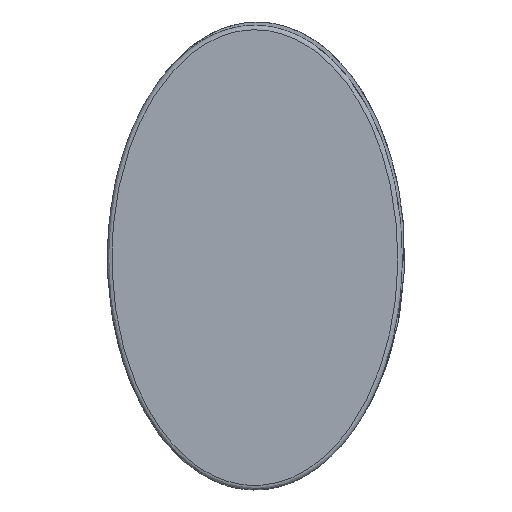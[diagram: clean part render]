
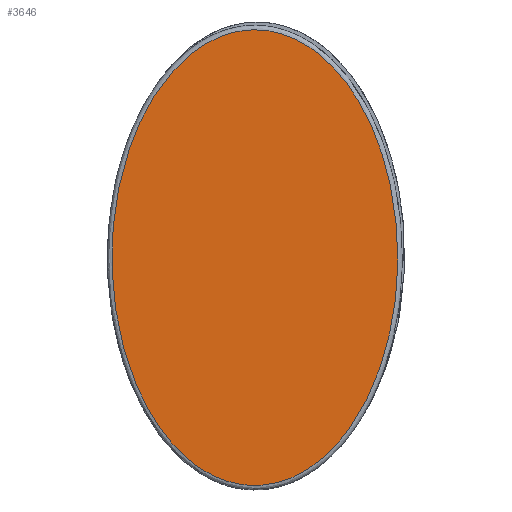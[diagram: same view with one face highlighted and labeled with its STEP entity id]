
A CAD part, front view. The second image highlights one B-rep face of the part: STEP entity #3646.
In plain terms, the highlighted planar face has unit normal (0, -1, 0).
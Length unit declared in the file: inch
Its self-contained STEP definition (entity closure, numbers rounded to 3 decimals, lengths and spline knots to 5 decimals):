
#598=PLANE('',#3798);
#758=FACE_OUTER_BOUND('',#954,.T.);
#954=EDGE_LOOP('',(#3211));
#1253=B_SPLINE_CURVE_WITH_KNOTS('',3,(#8286,#8287,#8288,#8289,#8290,#8291,
#8292,#8293,#8294,#8295,#8296,#8297,#8298,#8299,#8300,#8301,#8302,#8303,
#8304,#8305,#8306,#8307,#8308,#8309,#8310),.UNSPECIFIED.,.T.,.F.,(4,1,1,
1,1,1,1,1,1,1,1,1,1,1,1,1,1,1,1,1,1,1,4),(-3.14159,-2.91719,
-2.69279,-2.46839,-2.24399,-1.6456,
-1.3464,-1.0472,-0.748,-0.4488,
-0.1496,0.,0.1496,0.4488,
0.748,1.0472,1.3464,1.7952,2.24399,
2.46839,2.69279,2.91719,3.14159),
 .UNSPECIFIED.);
#1642=VERTEX_POINT('',#8258);
#2181=EDGE_CURVE('',#1642,#1642,#1253,.T.);
#3211=ORIENTED_EDGE('',*,*,#2181,.F.);
#3646=ADVANCED_FACE('',(#758),#598,.T.);
#3798=AXIS2_PLACEMENT_3D('',#8332,#4236,#4237);
#4236=DIRECTION('center_axis',(0.,-1.,0.));
#4237=DIRECTION('ref_axis',(0.,0.,1.));
#8258=CARTESIAN_POINT('',(0.,0.,1.275));
#8286=CARTESIAN_POINT('Ctrl Pts',(0.,0.,
1.275));
#8287=CARTESIAN_POINT('Ctrl Pts',(0.07861,0.,
1.275));
#8288=CARTESIAN_POINT('Ctrl Pts',(0.23503,0.,
1.23603));
#8289=CARTESIAN_POINT('Ctrl Pts',(0.42645,0.,
1.09274));
#8290=CARTESIAN_POINT('Ctrl Pts',(0.57187,0.,
0.90547));
#8291=CARTESIAN_POINT('Ctrl Pts',(0.7356,0.,
0.57533));
#8292=CARTESIAN_POINT('Ctrl Pts',(0.81021,0.,
0.18346));
#8293=CARTESIAN_POINT('Ctrl Pts',(0.79457,0.,
-0.23605));
#8294=CARTESIAN_POINT('Ctrl Pts',(0.73279,0.,
-0.54569));
#8295=CARTESIAN_POINT('Ctrl Pts',(0.61562,0.,
-0.83906));
#8296=CARTESIAN_POINT('Ctrl Pts',(0.43315,0.,
-1.09837));
#8297=CARTESIAN_POINT('Ctrl Pts',(0.20992,0.,
-1.2495));
#8298=CARTESIAN_POINT('Ctrl Pts',(-0.00004,0.,
-1.28355));
#8299=CARTESIAN_POINT('Ctrl Pts',(-0.20995,0.,
-1.24943));
#8300=CARTESIAN_POINT('Ctrl Pts',(-0.43307,0.,
-1.09842));
#8301=CARTESIAN_POINT('Ctrl Pts',(-0.61564,0.,
-0.83907));
#8302=CARTESIAN_POINT('Ctrl Pts',(-0.73284,0.,
-0.54558));
#8303=CARTESIAN_POINT('Ctrl Pts',(-0.80466,0.,
-0.18451));
#8304=CARTESIAN_POINT('Ctrl Pts',(-0.80459,0.,
0.23726));
#8305=CARTESIAN_POINT('Ctrl Pts',(-0.71247,0.,
0.62272));
#8306=CARTESIAN_POINT('Ctrl Pts',(-0.57175,0.,
0.90542));
#8307=CARTESIAN_POINT('Ctrl Pts',(-0.42649,0.,
1.09278));
#8308=CARTESIAN_POINT('Ctrl Pts',(-0.23498,0.,
1.23602));
#8309=CARTESIAN_POINT('Ctrl Pts',(-0.07861,0.,
1.275));
#8310=CARTESIAN_POINT('Ctrl Pts',(0.,0.,
1.275));
#8332=CARTESIAN_POINT('Origin',(-0.05,0.,0.075));
